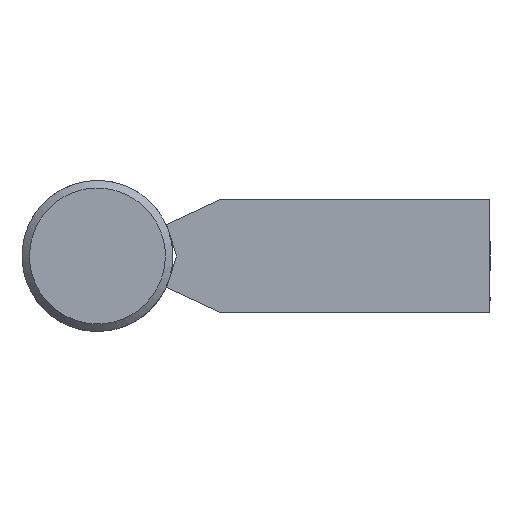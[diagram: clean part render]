
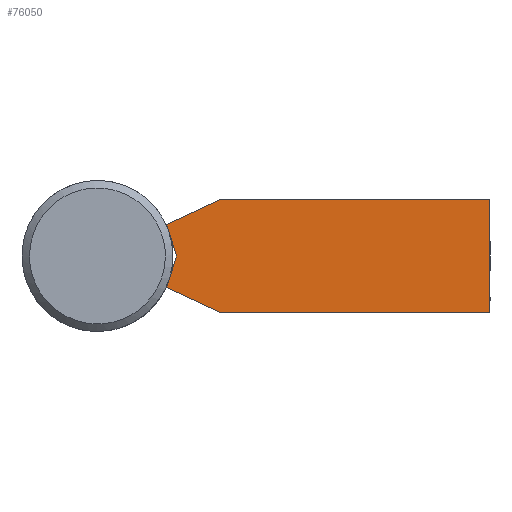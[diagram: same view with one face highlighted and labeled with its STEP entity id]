
A CAD part, left-side view. The second image highlights one B-rep face of the part: STEP entity #76050.
In plain terms, the highlighted free-form (B-spline) face has degree [1, 1] with [2, 2] control points.
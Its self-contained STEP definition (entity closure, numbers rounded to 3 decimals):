
#3890 = CARTESIAN_POINT ('', (0., 42.834, -4.15));
#3900 = VERTEX_POINT ('', #3890);
#3960 = CARTESIAN_POINT ('', (0., 41.525, 0.));
#3970 = VERTEX_POINT ('', #3960);
#3980 = CARTESIAN_POINT ('', (0., 41.525, 0.));
#3990 = CARTESIAN_POINT ('', (0., 41.961, -1.383));
#4000 = CARTESIAN_POINT ('', (0., 42.398, -2.767));
#4010 = CARTESIAN_POINT ('', (0., 42.834, -4.15));
#4020 = B_SPLINE_CURVE_WITH_KNOTS ('', 3, (#3980, #3990, #4000, #4010), .UNSPECIFIED., .F., .U., (4, 4), (0., 1.), .UNSPECIFIED.);
#4030 = EDGE_CURVE ('', #3970, #3900, #4020, .T.);
#12210 = CARTESIAN_POINT ('', (0., 42.834, 4.15));
#12220 = VERTEX_POINT ('', #12210);
#12230 = CARTESIAN_POINT ('', (0., 41.525, 0.));
#12240 = CARTESIAN_POINT ('', (0., 42.834, 4.15));
#12250 = B_SPLINE_CURVE_WITH_KNOTS ('', 1, (#12230, #12240), .UNSPECIFIED., .F., .U., (2, 2), (0., 1.), .UNSPECIFIED.);
#12260 = EDGE_CURVE ('', #3970, #12220, #12250, .T.);
#15240 = CARTESIAN_POINT ('', (0., 0., 7.5));
#15250 = VERTEX_POINT ('', #15240);
#15260 = CARTESIAN_POINT ('', (0., 0., -7.5));
#15270 = VERTEX_POINT ('', #15260);
#15280 = CARTESIAN_POINT ('', (0., 0., 7.5));
#15290 = CARTESIAN_POINT ('', (0., 0., -7.5));
#15300 = B_SPLINE_CURVE_WITH_KNOTS ('', 1, (#15280, #15290), .UNSPECIFIED., .F., .U., (2, 2), (0., 1.), .UNSPECIFIED.);
#15310 = EDGE_CURVE ('', #15250, #15270, #15300, .T.);
#29200 = CARTESIAN_POINT ('', (0., 35.65, -7.5));
#29210 = VERTEX_POINT ('', #29200);
#29220 = CARTESIAN_POINT ('', (0., 0., -7.5));
#29230 = CARTESIAN_POINT ('', (0., 35.65, -7.5));
#29240 = B_SPLINE_CURVE_WITH_KNOTS ('', 1, (#29220, #29230), .UNSPECIFIED., .F., .U., (2, 2), (0., 1.), .UNSPECIFIED.);
#29250 = EDGE_CURVE ('', #15270, #29210, #29240, .T.);
#43640 = CARTESIAN_POINT ('', (0., 35.65, 7.5));
#43650 = VERTEX_POINT ('', #43640);
#43660 = CARTESIAN_POINT ('', (0., 35.65, 7.5));
#43670 = CARTESIAN_POINT ('', (0., 0., 7.5));
#43680 = B_SPLINE_CURVE_WITH_KNOTS ('', 1, (#43660, #43670), .UNSPECIFIED., .F., .U., (2, 2), (0., 1.), .UNSPECIFIED.);
#43690 = EDGE_CURVE ('', #43650, #15250, #43680, .T.);
#75690 = CARTESIAN_POINT ('', (0., 35.65, 7.5));
#75700 = CARTESIAN_POINT ('', (0., 38.044, 6.383));
#75710 = CARTESIAN_POINT ('', (0., 40.439, 5.267));
#75720 = CARTESIAN_POINT ('', (0., 42.834, 4.15));
#75730 = B_SPLINE_CURVE_WITH_KNOTS ('', 3, (#75690, #75700, #75710, #75720), .UNSPECIFIED., .F., .U., (4, 4), (0., 1.), .UNSPECIFIED.);
#75740 = EDGE_CURVE ('', #43650, #12220, #75730, .T.);
#75870 = CARTESIAN_POINT ('', (0., 35.65, -7.5));
#75880 = CARTESIAN_POINT ('', (0., 42.834, -4.15));
#75890 = B_SPLINE_CURVE_WITH_KNOTS ('', 1, (#75870, #75880), .UNSPECIFIED., .F., .U., (2, 2), (0., 1.), .UNSPECIFIED.);
#75900 = EDGE_CURVE ('', #29210, #3900, #75890, .T.);
#75910 = ORIENTED_EDGE ('', *, *, #75900, .F.);
#75920 = ORIENTED_EDGE ('', *, *, #29250, .F.);
#75930 = ORIENTED_EDGE ('', *, *, #15310, .F.);
#75940 = ORIENTED_EDGE ('', *, *, #43690, .F.);
#75950 = ORIENTED_EDGE ('', *, *, #75740, .T.);
#75960 = ORIENTED_EDGE ('', *, *, #12260, .F.);
#75970 = ORIENTED_EDGE ('', *, *, #4030, .T.);
#75980 = EDGE_LOOP ('', (#75910, #75920, #75930, #75940, #75950, #75960, #75970));
#75990 = FACE_OUTER_BOUND ('', #75980, .T.);
#76000 = CARTESIAN_POINT ('', (0., 43.091, -7.5));
#76010 = CARTESIAN_POINT ('', (0., 43.091, 7.5));
#76020 = CARTESIAN_POINT ('', (0., 0., -7.5));
#76030 = CARTESIAN_POINT ('', (0., 0., 7.5));
#76040 = B_SPLINE_SURFACE_WITH_KNOTS ('', 1, 1, ((#76000, #76010), (#76020, #76030)), .UNSPECIFIED., .F., .F., .U., (2, 2), (2, 2), (0., 1.), (0., 1.), .UNSPECIFIED.);
#76050 = ADVANCED_FACE ('', (#75990), #76040, .T.);
